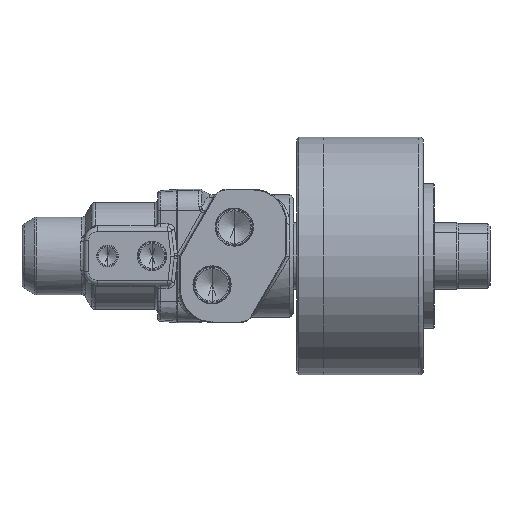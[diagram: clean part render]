
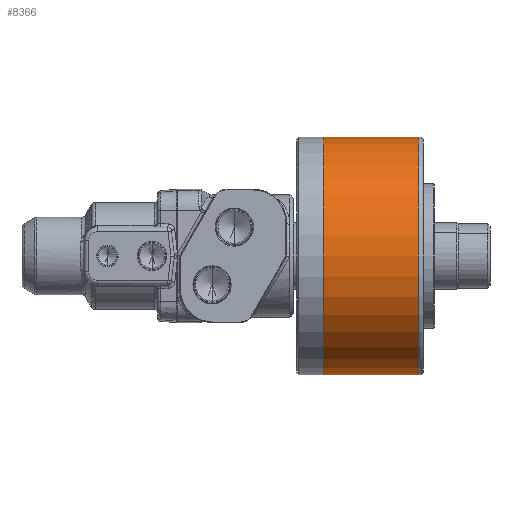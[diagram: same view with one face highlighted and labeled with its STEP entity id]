
A CAD part, front view. The second image highlights one B-rep face of the part: STEP entity #8366.
In plain terms, the highlighted cylindrical face has radius 53.5 mm (diameter 107 mm), a partial arc.
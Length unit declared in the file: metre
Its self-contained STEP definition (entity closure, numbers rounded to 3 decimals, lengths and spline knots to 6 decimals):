
#496 = CARTESIAN_POINT ( 'NONE',  ( 0.043, 0., 0.0535 ) ) ;
#524 = CARTESIAN_POINT ( 'NONE',  ( 0.043, 0., -0.0535 ) ) ;
#1463 = CARTESIAN_POINT ( 'NONE',  ( 0., 0., 0.0535 ) ) ;
#1464 = LINE ( 'NONE', #1463, #1472 ) ;
#1466 = DIRECTION ( 'NONE',  ( -1., 0., 0. ) ) ;
#1472 = VECTOR ( 'NONE', #1466, 1. ) ;
#1475 = VECTOR ( 'NONE', #1494, 1. ) ;
#1491 = CARTESIAN_POINT ( 'NONE',  ( 0., 0., 0.0535 ) ) ;
#1492 = LINE ( 'NONE', #1495, #1475 ) ;
#1494 = DIRECTION ( 'NONE',  ( -1., 0., 0. ) ) ;
#1495 = CARTESIAN_POINT ( 'NONE',  ( 0., 0., -0.0535 ) ) ;
#1499 = CARTESIAN_POINT ( 'NONE',  ( 0., 0., -0.0535 ) ) ;
#1781 = CARTESIAN_POINT ( 'NONE',  ( 0., 0., 0. ) ) ;
#1782 = CYLINDRICAL_SURFACE ( 'NONE', #1788, 0.0535 ) ;
#1783 = CARTESIAN_POINT ( 'NONE',  ( 0.043, 0., 0. ) ) ;
#1785 = DIRECTION ( 'NONE',  ( -1., 0., 0. ) ) ;
#1786 = AXIS2_PLACEMENT_3D ( 'NONE', #1817, #1828, #1841 ) ;
#1788 = AXIS2_PLACEMENT_3D ( 'NONE', #1781, #1785, #1807 ) ;
#1795 = FACE_OUTER_BOUND ( 'NONE', #8338, .T. ) ;
#1797 = CIRCLE ( 'NONE', #1853, 0.0535 ) ;
#1807 = DIRECTION ( 'NONE',  ( 0., 0., 1. ) ) ;
#1817 = CARTESIAN_POINT ( 'NONE',  ( 0., 0., 0. ) ) ;
#1822 = DIRECTION ( 'NONE',  ( 0., 0., 1. ) ) ;
#1828 = DIRECTION ( 'NONE',  ( -1., 0., 0. ) ) ;
#1835 = CIRCLE ( 'NONE', #1786, 0.0535 ) ;
#1839 = DIRECTION ( 'NONE',  ( -1., 0., 0. ) ) ;
#1841 = DIRECTION ( 'NONE',  ( 0., 0., 1. ) ) ;
#1853 = AXIS2_PLACEMENT_3D ( 'NONE', #1783, #1839, #1822 ) ;
#7828 = VERTEX_POINT ( 'NONE', #524 ) ;
#7837 = VERTEX_POINT ( 'NONE', #496 ) ;
#8228 = VERTEX_POINT ( 'NONE', #1499 ) ;
#8232 = VERTEX_POINT ( 'NONE', #1491 ) ;
#8235 = EDGE_CURVE ( 'NONE', #7828, #8228, #1492, .T. ) ;
#8243 = EDGE_CURVE ( 'NONE', #7837, #8232, #1464, .T. ) ;
#8272 = ORIENTED_EDGE ( 'NONE', *, *, #8243, .T. ) ;
#8296 = ORIENTED_EDGE ( 'NONE', *, *, #8372, .T. ) ;
#8313 = EDGE_CURVE ( 'NONE', #8228, #8232, #1835, .T. ) ;
#8338 = EDGE_LOOP ( 'NONE', ( #8367, #8296, #8272, #8391 ) ) ;
#8366 = ADVANCED_FACE ( 'NONE', ( #1795 ), #1782, .T. ) ;
#8367 = ORIENTED_EDGE ( 'NONE', *, *, #8235, .F. ) ;
#8372 = EDGE_CURVE ( 'NONE', #7828, #7837, #1797, .T. ) ;
#8391 = ORIENTED_EDGE ( 'NONE', *, *, #8313, .F. ) ;
